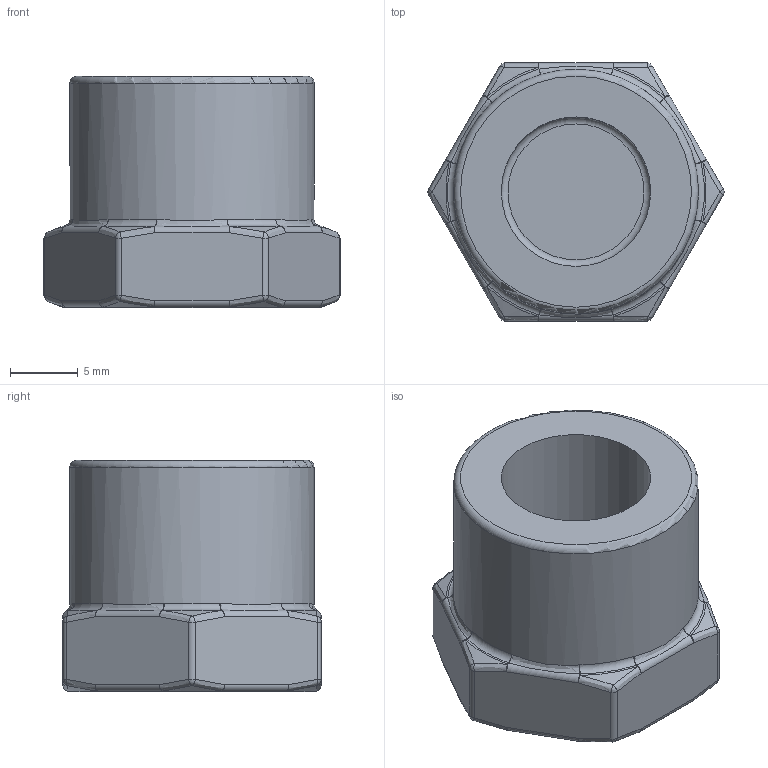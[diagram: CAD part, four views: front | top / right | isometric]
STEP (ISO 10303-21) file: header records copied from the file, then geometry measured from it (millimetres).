
FILE_DESCRIPTION(/* description */ ('Unknown'),/* implementation_level */ '2;1');
FILE_NAME(/* name */ 'R-235-DN10',/* time_stamp */ '2024-05-20T11:36:58+08:00',/* author */ ('Unknown'),/* organization */ ('Unknown'),/* preprocessor_version */ 'ST-DEVELOPER v16.7',/* originating_system */ 'DEX',/* authorisation */ $);
FILE_SCHEMA (('AUTOMOTIVE_DESIGN {1 0 10303 214 3 1 1}'));
Length unit declared in the file: millimetre
Products named in the file (2): R-235-DN10; 3-8
Assembly tree (1 placements, depth 2):
  R-235-DN10
    3-8
Bounding box: 21.78 x 19 x 17 mm (x, y, z)
Volume: 3710.3 mm3; surface area: 1916.8 mm2
Topology: 1 solids, 1 shells, 139 faces, 323 edges, 151 vertices
Faces by surface type: sphere 36, cylinder 32, bspline 30, torus 20, cone 12, plane 9
Full cylindrical faces by diameter (mm): 11 x1, 18 x1
Entity records: 4409 total; most frequent: CARTESIAN_POINT 1705, ORIENTED_EDGE 562, DIRECTION 538, EDGE_CURVE 281, AXIS2_PLACEMENT_3D 254, VERTEX_POINT 149, EDGE_LOOP 144, FACE_BOUND 144
